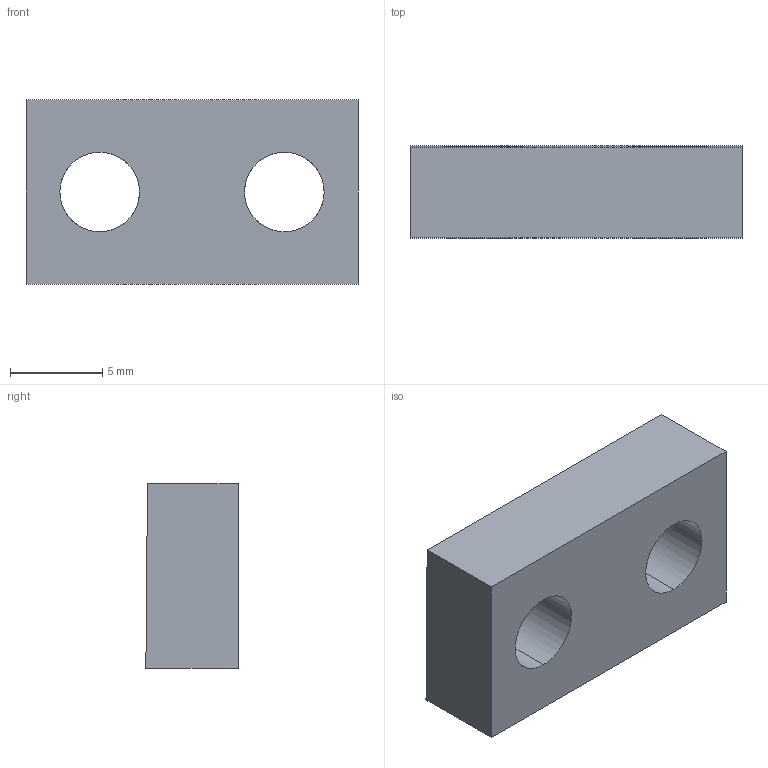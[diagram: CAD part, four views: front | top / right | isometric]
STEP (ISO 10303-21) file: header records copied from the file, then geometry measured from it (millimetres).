
FILE_DESCRIPTION (( 'STEP AP203' ), '1' );
FILE_NAME ('D020333-v2_aLIGO_SUS_HSTS_Lower Blade Clamp, Lower Side, Angled 0.5.STEP', '2010-06-24T17:22:30', ( 'Dwayne Giardina' ), ( 'CA Institute of Technology' ), 'SwSTEP 2.0', 'SolidWorks 2009', '' );
FILE_SCHEMA (( 'CONFIG_CONTROL_DESIGN' ));
Length unit declared in the file: inch
Products named in the file (1): D020333-v2_aLIGO_SUS_HSTS_Lower Blade Clamp, Lower Side, Angled 0.5
Bounding box: 18 x 5 x 10 mm (x, y, z)
Volume: 747.6 mm3; surface area: 713.8 mm2
Topology: 1 solids, 1 shells, 10 faces, 24 edges, 16 vertices
Faces by surface type: plane 6, cylinder 4
Entity records: 379 total; most frequent: CARTESIAN_POINT 63, ORIENTED_EDGE 48, DIRECTION 46, EDGE_CURVE 24, VERTEX_POINT 16, LINE 16, VECTOR 16, AXIS2_PLACEMENT_3D 15
